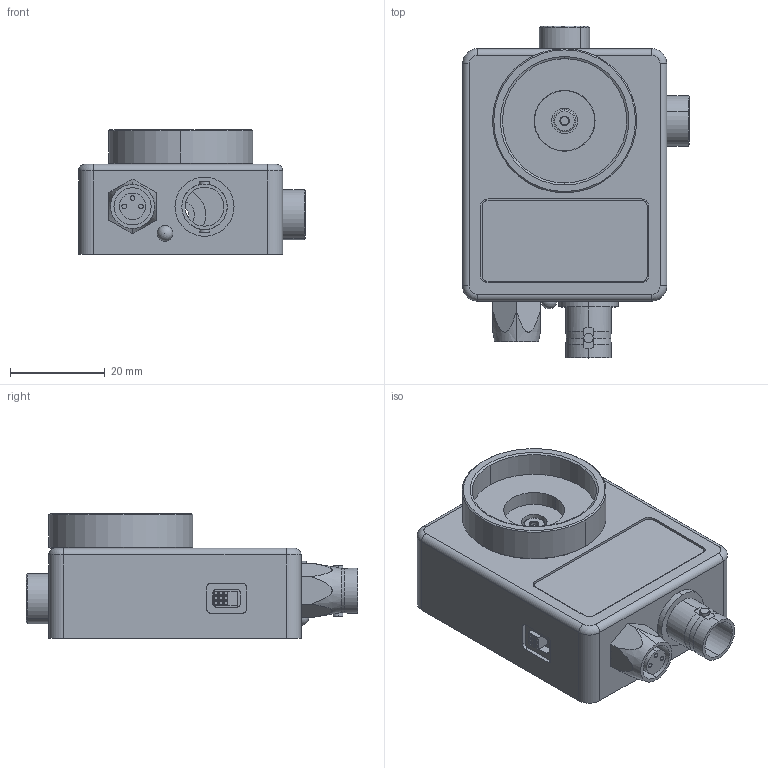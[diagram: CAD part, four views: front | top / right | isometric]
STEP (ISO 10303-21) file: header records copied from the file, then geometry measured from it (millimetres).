
FILE_DESCRIPTION (( 'STEP AP214' ), '1' );
FILE_NAME ('PDA015A.STEP', '2016-12-27T21:42:43', ( 'admin' ), ( '' ), 'SwSTEP 2.0', 'SolidWorks 2014', '' );
FILE_SCHEMA (( 'AUTOMOTIVE_DESIGN' ));
Length unit declared in the file: millimetre
Products named in the file (1): PDA015A
Bounding box: 48 x 70.19 x 26.43 mm (x, y, z)
Surface area: 12817.9 mm2 (no closed solid volume)
Topology: 0 solids, 18 shells, 319 faces, 899 edges, 586 vertices
Faces by surface type: plane 186, cylinder 80, cone 42, torus 10, sphere 1
Entity records: 14006 total; most frequent: CARTESIAN_POINT 2390, DIRECTION 1671, ORIENTED_EDGE 1594, EDGE_CURVE 888, VERTEX_POINT 584, AXIS2_PLACEMENT_3D 581, VECTOR 509, LINE 509
